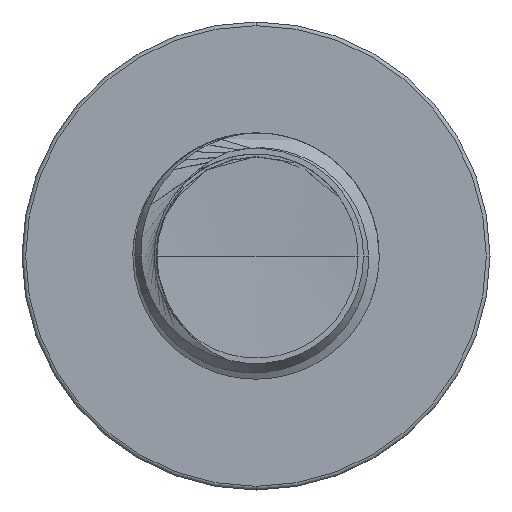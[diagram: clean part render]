
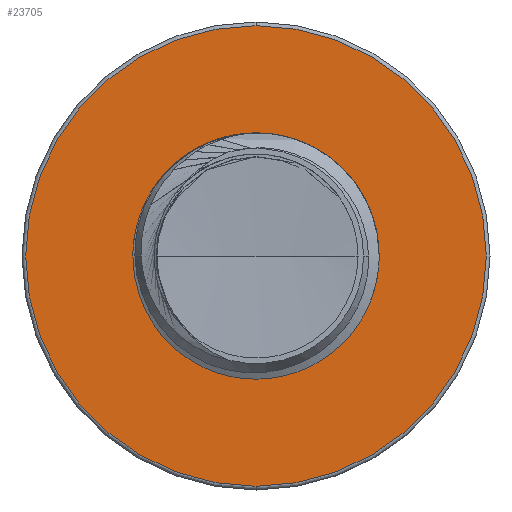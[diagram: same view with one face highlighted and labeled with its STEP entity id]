
A CAD part, front view. The second image highlights one B-rep face of the part: STEP entity #23705.
In plain terms, the highlighted planar face has unit normal (0, -1, 0).
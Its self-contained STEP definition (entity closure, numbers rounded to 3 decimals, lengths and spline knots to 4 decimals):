
#864 = AXIS2_PLACEMENT_3D ( 'NONE', #6252, #36757, #16857 ) ;
#1283 = FACE_OUTER_BOUND ( 'NONE', #11775, .T. ) ;
#1703 = EDGE_CURVE ( 'NONE', #27698, #22158, #38608, .T. ) ;
#2021 = EDGE_CURVE ( 'NONE', #32812, #4595, #35942, .T. ) ;
#4418 = DIRECTION ( 'NONE',  ( 0., -1., 0. ) ) ;
#4595 = VERTEX_POINT ( 'NONE', #32279 ) ;
#5751 = AXIS2_PLACEMENT_3D ( 'NONE', #36817, #4418, #36777 ) ;
#6252 = CARTESIAN_POINT ( 'NONE',  ( 0., 30., 2.4379 ) ) ;
#7136 = EDGE_CURVE ( 'NONE', #4595, #32812, #37247, .T. ) ;
#7992 = EDGE_LOOP ( 'NONE', ( #34206, #41449 ) ) ;
#9621 = CARTESIAN_POINT ( 'NONE',  ( 0., 30., 2.4379 ) ) ;
#10095 = DIRECTION ( 'NONE',  ( 0., -1., 0. ) ) ;
#10101 = DIRECTION ( 'NONE',  ( 0., 0., -1. ) ) ;
#10203 = CARTESIAN_POINT ( 'NONE',  ( 0., 30., 0. ) ) ;
#11775 = EDGE_LOOP ( 'NONE', ( #16136, #25516 ) ) ;
#14649 = AXIS2_PLACEMENT_3D ( 'NONE', #25894, #25882, #26225 ) ;
#16136 = ORIENTED_EDGE ( 'NONE', *, *, #7136, .T. ) ;
#16292 = FACE_BOUND ( 'NONE', #7992, .T. ) ;
#16472 = CIRCLE ( 'NONE', #31017, 2.4379 ) ;
#16857 = DIRECTION ( 'NONE',  ( 0., 0., -1. ) ) ;
#18163 = CARTESIAN_POINT ( 'NONE',  ( 0., 30., -2.4379 ) ) ;
#18249 = EDGE_CURVE ( 'NONE', #22158, #27698, #16472, .T. ) ;
#22158 = VERTEX_POINT ( 'NONE', #9621 ) ;
#22313 = CARTESIAN_POINT ( 'NONE',  ( 0., 30., 4.675 ) ) ;
#23705 = ADVANCED_FACE ( 'NONE', ( #1283, #16292 ), #33794, .T. ) ;
#25516 = ORIENTED_EDGE ( 'NONE', *, *, #2021, .T. ) ;
#25882 = DIRECTION ( 'NONE',  ( 0., -1., 0. ) ) ;
#25894 = CARTESIAN_POINT ( 'NONE',  ( 0., 30., 0. ) ) ;
#26225 = DIRECTION ( 'NONE',  ( 0., 0., -1. ) ) ;
#27698 = VERTEX_POINT ( 'NONE', #18163 ) ;
#29969 = AXIS2_PLACEMENT_3D ( 'NONE', #10203, #10095, #10101 ) ;
#31017 = AXIS2_PLACEMENT_3D ( 'NONE', #34689, #34677, #32842 ) ;
#32279 = CARTESIAN_POINT ( 'NONE',  ( 0., 30., -4.675 ) ) ;
#32812 = VERTEX_POINT ( 'NONE', #22313 ) ;
#32842 = DIRECTION ( 'NONE',  ( 0., 0., -1. ) ) ;
#33794 = PLANE ( 'NONE',  #864 ) ;
#34206 = ORIENTED_EDGE ( 'NONE', *, *, #1703, .F. ) ;
#34677 = DIRECTION ( 'NONE',  ( 0., -1., 0. ) ) ;
#34689 = CARTESIAN_POINT ( 'NONE',  ( 0., 30., 0. ) ) ;
#35942 = CIRCLE ( 'NONE', #5751, 4.675 ) ;
#36757 = DIRECTION ( 'NONE',  ( 0., -1., 0. ) ) ;
#36777 = DIRECTION ( 'NONE',  ( 0., 0., -1. ) ) ;
#36817 = CARTESIAN_POINT ( 'NONE',  ( 0., 30., 0. ) ) ;
#37247 = CIRCLE ( 'NONE', #14649, 4.675 ) ;
#38608 = CIRCLE ( 'NONE', #29969, 2.4379 ) ;
#41449 = ORIENTED_EDGE ( 'NONE', *, *, #18249, .F. ) ;
